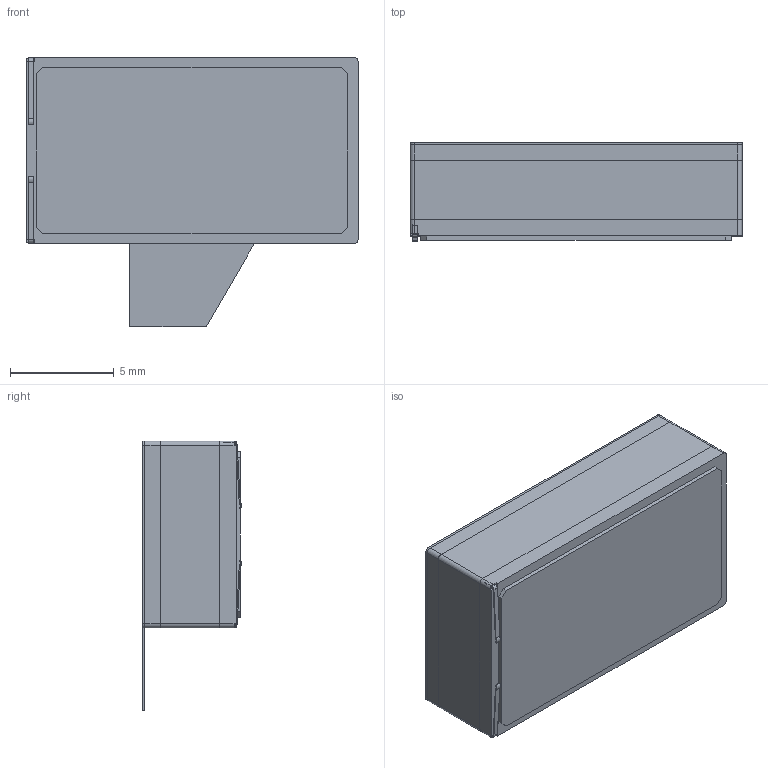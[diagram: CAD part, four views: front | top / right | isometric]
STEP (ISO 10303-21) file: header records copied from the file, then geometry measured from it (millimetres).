
FILE_DESCRIPTION (( 'STEP AP203' ), '1' );
FILE_NAME ('SP-1609S-1.STEP', '2016-09-08T20:57:42', ( 'Gem' ), ( '' ), 'SwSTEP 2.0', 'SolidWorks 2013', '' );
FILE_SCHEMA (( 'CONFIG_CONTROL_DESIGN' ));
Length unit declared in the file: millimetre
Products named in the file (1): SP-1609S-1
Bounding box: 16 x 4.75 x 13 mm (x, y, z)
Volume: 474.9 mm3; surface area: 1375.8 mm2
Topology: 6 solids, 6 shells, 121 faces, 316 edges, 210 vertices
Faces by surface type: plane 79, cylinder 42
Entity records: 3795 total; most frequent: CARTESIAN_POINT 648, DIRECTION 644, ORIENTED_EDGE 632, EDGE_CURVE 316, VECTOR 232, LINE 232, VERTEX_POINT 210, AXIS2_PLACEMENT_3D 206
